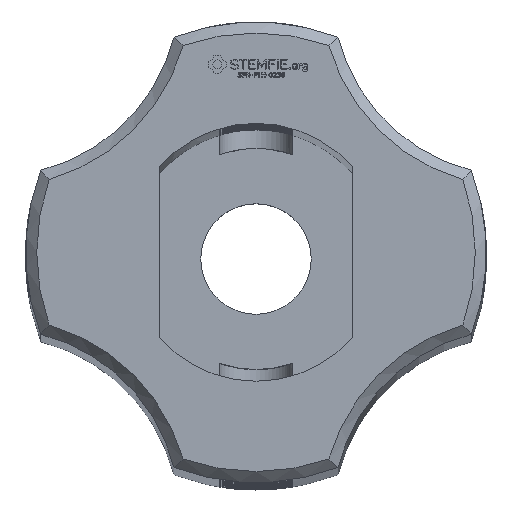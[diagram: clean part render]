
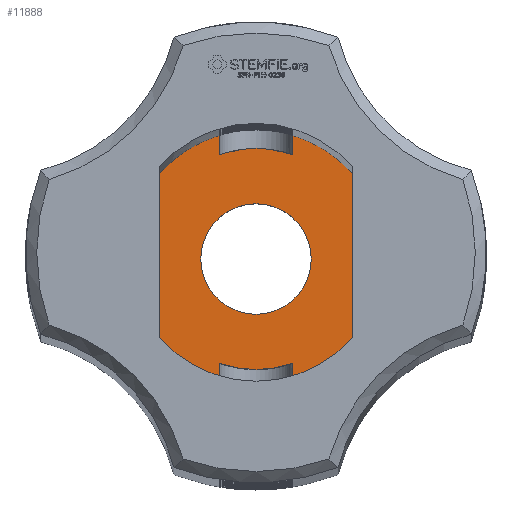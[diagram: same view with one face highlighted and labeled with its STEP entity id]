
A CAD part, top view. The second image highlights one B-rep face of the part: STEP entity #11888.
In plain terms, the highlighted planar face has unit normal (0, 0, 1).
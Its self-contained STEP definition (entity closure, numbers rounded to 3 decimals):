
#3509 = VERTEX_POINT('',#3510);
#3510 = CARTESIAN_POINT('',(2.829,0.998,11.));
#3530 = EDGE_CURVE('',#3531,#3509,#3533,.T.);
#3531 = VERTEX_POINT('',#3532);
#3532 = CARTESIAN_POINT('',(2.625,0.998,11.));
#3533 = LINE('',#3534,#3535);
#3534 = CARTESIAN_POINT('',(118.138,0.998,11.));
#3535 = VECTOR('',#3536,1.);
#3536 = DIRECTION('',(1.,0.,0.));
#3539 = VERTEX_POINT('',#3540);
#3540 = CARTESIAN_POINT('',(2.625,-0.998,11.));
#3547 = EDGE_CURVE('',#3539,#3548,#3550,.T.);
#3548 = VERTEX_POINT('',#3549);
#3549 = CARTESIAN_POINT('',(2.829,-0.998,11.));
#3550 = LINE('',#3551,#3552);
#3551 = CARTESIAN_POINT('',(118.138,-0.998,11.));
#3552 = VECTOR('',#3553,1.);
#3553 = DIRECTION('',(1.,0.,0.));
#11738 = EDGE_CURVE('',#11739,#3531,#11741,.T.);
#11739 = VERTEX_POINT('',#11740);
#11740 = CARTESIAN_POINT('',(2.625,2.315,11.));
#11741 = LINE('',#11742,#11743);
#11742 = CARTESIAN_POINT('',(2.625,2.315,11.));
#11743 = VECTOR('',#11744,1.);
#11744 = DIRECTION('',(0.,-1.,0.));
#11754 = VERTEX_POINT('',#11755);
#11755 = CARTESIAN_POINT('',(2.625,-2.315,11.));
#11761 = EDGE_CURVE('',#3539,#11754,#11762,.T.);
#11762 = LINE('',#11763,#11764);
#11763 = CARTESIAN_POINT('',(2.625,2.315,11.));
#11764 = VECTOR('',#11765,1.);
#11765 = DIRECTION('',(0.,-1.,0.));
#11875 = EDGE_CURVE('',#3509,#3548,#11876,.T.);
#11876 = CIRCLE('',#11877,3.);
#11877 = AXIS2_PLACEMENT_3D('',#11878,#11879,#11880);
#11878 = CARTESIAN_POINT('',(0.,0.,11.));
#11879 = DIRECTION('',(0.,0.,-1.));
#11880 = DIRECTION('',(0.,1.,0.));
#11888 = ADVANCED_FACE('',(#11889,#12030),#12041,.T.);
#11889 = FACE_BOUND('',#11890,.T.);
#11890 = EDGE_LOOP('',(#11891,#11892,#11893,#11894,#11895,#11904,#11912,
    #11921,#11930,#11938,#11947,#11955,#11963,#11972,#11980,#11988,
    #11997,#12005,#12014,#12022,#12029));
#11891 = ORIENTED_EDGE('',*,*,#3547,.T.);
#11892 = ORIENTED_EDGE('',*,*,#11875,.F.);
#11893 = ORIENTED_EDGE('',*,*,#3530,.F.);
#11894 = ORIENTED_EDGE('',*,*,#11738,.F.);
#11895 = ORIENTED_EDGE('',*,*,#11896,.T.);
#11896 = EDGE_CURVE('',#11739,#11897,#11899,.T.);
#11897 = VERTEX_POINT('',#11898);
#11898 = CARTESIAN_POINT('',(0.998,3.355,11.));
#11899 = CIRCLE('',#11900,3.5);
#11900 = AXIS2_PLACEMENT_3D('',#11901,#11902,#11903);
#11901 = CARTESIAN_POINT('',(0.,0.,11.)
  );
#11902 = DIRECTION('',(0.,0.,1.));
#11903 = DIRECTION('',(1.,0.,0.));
#11904 = ORIENTED_EDGE('',*,*,#11905,.T.);
#11905 = EDGE_CURVE('',#11897,#11906,#11908,.T.);
#11906 = VERTEX_POINT('',#11907);
#11907 = CARTESIAN_POINT('',(0.998,2.829,11.));
#11908 = LINE('',#11909,#11910);
#11909 = CARTESIAN_POINT('',(0.998,-118.138,11.));
#11910 = VECTOR('',#11911,1.);
#11911 = DIRECTION('',(0.,-1.,0.));
#11912 = ORIENTED_EDGE('',*,*,#11913,.F.);
#11913 = EDGE_CURVE('',#11914,#11906,#11916,.T.);
#11914 = VERTEX_POINT('',#11915);
#11915 = CARTESIAN_POINT('',(0.,3.,11.));
#11916 = CIRCLE('',#11917,3.);
#11917 = AXIS2_PLACEMENT_3D('',#11918,#11919,#11920);
#11918 = CARTESIAN_POINT('',(0.,0.,11.));
#11919 = DIRECTION('',(0.,0.,-1.));
#11920 = DIRECTION('',(0.,1.,0.));
#11921 = ORIENTED_EDGE('',*,*,#11922,.F.);
#11922 = EDGE_CURVE('',#11923,#11914,#11925,.T.);
#11923 = VERTEX_POINT('',#11924);
#11924 = CARTESIAN_POINT('',(-0.998,2.829,11.));
#11925 = CIRCLE('',#11926,3.);
#11926 = AXIS2_PLACEMENT_3D('',#11927,#11928,#11929);
#11927 = CARTESIAN_POINT('',(0.,0.,11.));
#11928 = DIRECTION('',(0.,0.,-1.));
#11929 = DIRECTION('',(0.,1.,0.));
#11930 = ORIENTED_EDGE('',*,*,#11931,.F.);
#11931 = EDGE_CURVE('',#11932,#11923,#11934,.T.);
#11932 = VERTEX_POINT('',#11933);
#11933 = CARTESIAN_POINT('',(-0.998,3.355,11.));
#11934 = LINE('',#11935,#11936);
#11935 = CARTESIAN_POINT('',(-0.998,-118.138,11.));
#11936 = VECTOR('',#11937,1.);
#11937 = DIRECTION('',(0.,-1.,0.));
#11938 = ORIENTED_EDGE('',*,*,#11939,.T.);
#11939 = EDGE_CURVE('',#11932,#11940,#11942,.T.);
#11940 = VERTEX_POINT('',#11941);
#11941 = CARTESIAN_POINT('',(-2.625,2.315,11.));
#11942 = CIRCLE('',#11943,3.5);
#11943 = AXIS2_PLACEMENT_3D('',#11944,#11945,#11946);
#11944 = CARTESIAN_POINT('',(0.,0.,11.)
  );
#11945 = DIRECTION('',(0.,0.,1.));
#11946 = DIRECTION('',(1.,0.,0.));
#11947 = ORIENTED_EDGE('',*,*,#11948,.T.);
#11948 = EDGE_CURVE('',#11940,#11949,#11951,.T.);
#11949 = VERTEX_POINT('',#11950);
#11950 = CARTESIAN_POINT('',(-2.625,0.998,11.));
#11951 = LINE('',#11952,#11953);
#11952 = CARTESIAN_POINT('',(-2.625,2.315,11.));
#11953 = VECTOR('',#11954,1.);
#11954 = DIRECTION('',(0.,-1.,0.));
#11955 = ORIENTED_EDGE('',*,*,#11956,.F.);
#11956 = EDGE_CURVE('',#11957,#11949,#11959,.T.);
#11957 = VERTEX_POINT('',#11958);
#11958 = CARTESIAN_POINT('',(-2.829,0.998,11.));
#11959 = LINE('',#11960,#11961);
#11960 = CARTESIAN_POINT('',(118.138,0.998,11.));
#11961 = VECTOR('',#11962,1.);
#11962 = DIRECTION('',(1.,0.,0.));
#11963 = ORIENTED_EDGE('',*,*,#11964,.F.);
#11964 = EDGE_CURVE('',#11965,#11957,#11967,.T.);
#11965 = VERTEX_POINT('',#11966);
#11966 = CARTESIAN_POINT('',(-2.829,-0.998,11.));
#11967 = CIRCLE('',#11968,3.);
#11968 = AXIS2_PLACEMENT_3D('',#11969,#11970,#11971);
#11969 = CARTESIAN_POINT('',(0.,0.,11.));
#11970 = DIRECTION('',(0.,0.,-1.));
#11971 = DIRECTION('',(0.,1.,0.));
#11972 = ORIENTED_EDGE('',*,*,#11973,.T.);
#11973 = EDGE_CURVE('',#11965,#11974,#11976,.T.);
#11974 = VERTEX_POINT('',#11975);
#11975 = CARTESIAN_POINT('',(-2.625,-0.998,11.));
#11976 = LINE('',#11977,#11978);
#11977 = CARTESIAN_POINT('',(118.138,-0.998,11.));
#11978 = VECTOR('',#11979,1.);
#11979 = DIRECTION('',(1.,0.,0.));
#11980 = ORIENTED_EDGE('',*,*,#11981,.T.);
#11981 = EDGE_CURVE('',#11974,#11982,#11984,.T.);
#11982 = VERTEX_POINT('',#11983);
#11983 = CARTESIAN_POINT('',(-2.625,-2.315,11.));
#11984 = LINE('',#11985,#11986);
#11985 = CARTESIAN_POINT('',(-2.625,2.315,11.));
#11986 = VECTOR('',#11987,1.);
#11987 = DIRECTION('',(0.,-1.,0.));
#11988 = ORIENTED_EDGE('',*,*,#11989,.T.);
#11989 = EDGE_CURVE('',#11982,#11990,#11992,.T.);
#11990 = VERTEX_POINT('',#11991);
#11991 = CARTESIAN_POINT('',(-0.998,-3.355,11.));
#11992 = CIRCLE('',#11993,3.5);
#11993 = AXIS2_PLACEMENT_3D('',#11994,#11995,#11996);
#11994 = CARTESIAN_POINT('',(0.,0.,11.)
  );
#11995 = DIRECTION('',(0.,0.,1.));
#11996 = DIRECTION('',(1.,0.,0.));
#11997 = ORIENTED_EDGE('',*,*,#11998,.F.);
#11998 = EDGE_CURVE('',#11999,#11990,#12001,.T.);
#11999 = VERTEX_POINT('',#12000);
#12000 = CARTESIAN_POINT('',(-0.998,-2.829,11.));
#12001 = LINE('',#12002,#12003);
#12002 = CARTESIAN_POINT('',(-0.998,-118.138,11.));
#12003 = VECTOR('',#12004,1.);
#12004 = DIRECTION('',(0.,-1.,0.));
#12005 = ORIENTED_EDGE('',*,*,#12006,.F.);
#12006 = EDGE_CURVE('',#12007,#11999,#12009,.T.);
#12007 = VERTEX_POINT('',#12008);
#12008 = CARTESIAN_POINT('',(0.998,-2.829,11.));
#12009 = CIRCLE('',#12010,3.);
#12010 = AXIS2_PLACEMENT_3D('',#12011,#12012,#12013);
#12011 = CARTESIAN_POINT('',(0.,0.,11.));
#12012 = DIRECTION('',(0.,0.,-1.));
#12013 = DIRECTION('',(0.,1.,0.));
#12014 = ORIENTED_EDGE('',*,*,#12015,.T.);
#12015 = EDGE_CURVE('',#12007,#12016,#12018,.T.);
#12016 = VERTEX_POINT('',#12017);
#12017 = CARTESIAN_POINT('',(0.998,-3.355,11.));
#12018 = LINE('',#12019,#12020);
#12019 = CARTESIAN_POINT('',(0.998,-118.138,11.));
#12020 = VECTOR('',#12021,1.);
#12021 = DIRECTION('',(0.,-1.,0.));
#12022 = ORIENTED_EDGE('',*,*,#12023,.T.);
#12023 = EDGE_CURVE('',#12016,#11754,#12024,.T.);
#12024 = CIRCLE('',#12025,3.5);
#12025 = AXIS2_PLACEMENT_3D('',#12026,#12027,#12028);
#12026 = CARTESIAN_POINT('',(0.,0.,11.)
  );
#12027 = DIRECTION('',(0.,0.,1.));
#12028 = DIRECTION('',(1.,0.,0.));
#12029 = ORIENTED_EDGE('',*,*,#11761,.F.);
#12030 = FACE_BOUND('',#12031,.T.);
#12031 = EDGE_LOOP('',(#12032));
#12032 = ORIENTED_EDGE('',*,*,#12033,.T.);
#12033 = EDGE_CURVE('',#12034,#12034,#12036,.T.);
#12034 = VERTEX_POINT('',#12035);
#12035 = CARTESIAN_POINT('',(0.,1.5,11.));
#12036 = CIRCLE('',#12037,1.5);
#12037 = AXIS2_PLACEMENT_3D('',#12038,#12039,#12040);
#12038 = CARTESIAN_POINT('',(0.,0.,11.));
#12039 = DIRECTION('',(0.,0.,-1.));
#12040 = DIRECTION('',(0.,1.,0.));
#12041 = PLANE('',#12042);
#12042 = AXIS2_PLACEMENT_3D('',#12043,#12044,#12045);
#12043 = CARTESIAN_POINT('',(0.,0.001,11.)
  );
#12044 = DIRECTION('',(0.,0.,1.));
#12045 = DIRECTION('',(0.,1.,0.));
